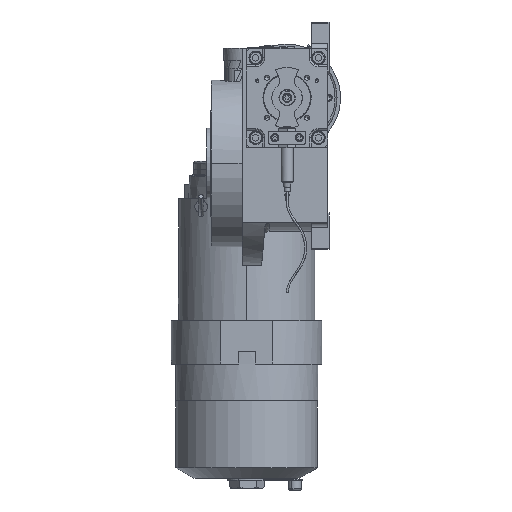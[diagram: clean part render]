
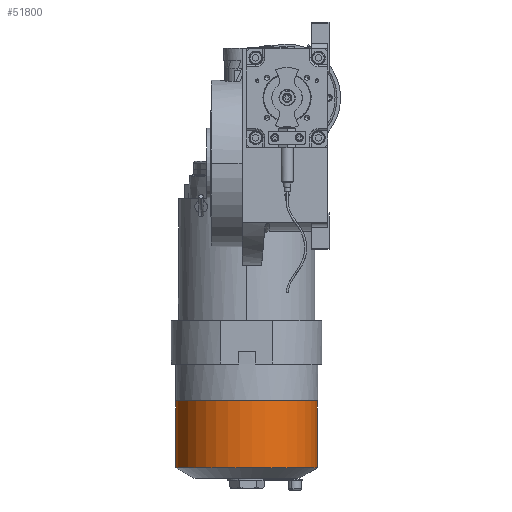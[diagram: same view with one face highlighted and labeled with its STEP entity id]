
A CAD part, left-side view. The second image highlights one B-rep face of the part: STEP entity #51800.
In plain terms, the highlighted cylindrical face has radius 70.2 mm (diameter 140.4 mm), a partial arc.
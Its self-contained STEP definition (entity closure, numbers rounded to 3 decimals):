
#514 = DIRECTION ( 'NONE',  ( 0., 0.093, -0.996 ) ) ;
#5663 = CARTESIAN_POINT ( 'NONE',  ( 204.781, 6.523, -69.896 ) ) ;
#9129 = DIRECTION ( 'NONE',  ( -1., 0., 0. ) ) ;
#10226 = ORIENTED_EDGE ( 'NONE', *, *, #109182, .T. ) ;
#14569 = CIRCLE ( 'NONE', #102813, 70.2 ) ;
#18669 = EDGE_CURVE ( 'NONE', #97994, #106446, #119990, .T. ) ;
#22261 = EDGE_LOOP ( 'NONE', ( #106851, #10226, #29991, #77066 ) ) ;
#29991 = ORIENTED_EDGE ( 'NONE', *, *, #18669, .T. ) ;
#33558 = EDGE_CURVE ( 'NONE', #51053, #106446, #14569, .T. ) ;
#34169 = EDGE_CURVE ( 'NONE', #47163, #51053, #56331, .T. ) ;
#40952 = CARTESIAN_POINT ( 'NONE',  ( 138.5, -6.523, 69.896 ) ) ;
#41094 = CARTESIAN_POINT ( 'NONE',  ( 204.781, -6.523, 69.896 ) ) ;
#41416 = DIRECTION ( 'NONE',  ( 0., 0.093, -0.996 ) ) ;
#47104 = DIRECTION ( 'NONE',  ( -1., 0., 0. ) ) ;
#47163 = VERTEX_POINT ( 'NONE', #114179 ) ;
#51053 = VERTEX_POINT ( 'NONE', #97352 ) ;
#51295 = CARTESIAN_POINT ( 'NONE',  ( 138.5, 0., 0. ) ) ;
#51800 = ADVANCED_FACE ( 'NONE', ( #75835 ), #107396, .T. ) ;
#56331 = LINE ( 'NONE', #5663, #115486 ) ;
#57277 = VECTOR ( 'NONE', #99000, 1000. ) ;
#64574 = AXIS2_PLACEMENT_3D ( 'NONE', #65320, #95624, #86366 ) ;
#65320 = CARTESIAN_POINT ( 'NONE',  ( 101.02, 0., 0. ) ) ;
#69149 = AXIS2_PLACEMENT_3D ( 'NONE', #99234, #9129, #514 ) ;
#75835 = FACE_OUTER_BOUND ( 'NONE', #22261, .T. ) ;
#77066 = ORIENTED_EDGE ( 'NONE', *, *, #33558, .F. ) ;
#86366 = DIRECTION ( 'NONE',  ( 0., -0.093, 0.996 ) ) ;
#95624 = DIRECTION ( 'NONE',  ( 1., 0., 0. ) ) ;
#97352 = CARTESIAN_POINT ( 'NONE',  ( 138.5, 6.523, -69.896 ) ) ;
#97994 = VERTEX_POINT ( 'NONE', #104043 ) ;
#99000 = DIRECTION ( 'NONE',  ( -1., 0., 0. ) ) ;
#99234 = CARTESIAN_POINT ( 'NONE',  ( 204.781, 0., 0. ) ) ;
#102813 = AXIS2_PLACEMENT_3D ( 'NONE', #51295, #121612, #41416 ) ;
#104043 = CARTESIAN_POINT ( 'NONE',  ( 204.781, -6.523, 69.896 ) ) ;
#106446 = VERTEX_POINT ( 'NONE', #40952 ) ;
#106851 = ORIENTED_EDGE ( 'NONE', *, *, #34169, .F. ) ;
#107396 = CYLINDRICAL_SURFACE ( 'NONE', #64574, 70.2 ) ;
#109067 = CIRCLE ( 'NONE', #69149, 70.2 ) ;
#109182 = EDGE_CURVE ( 'NONE', #47163, #97994, #109067, .T. ) ;
#114179 = CARTESIAN_POINT ( 'NONE',  ( 204.781, 6.523, -69.896 ) ) ;
#115486 = VECTOR ( 'NONE', #47104, 1000. ) ;
#119990 = LINE ( 'NONE', #41094, #57277 ) ;
#121612 = DIRECTION ( 'NONE',  ( -1., 0., 0. ) ) ;
